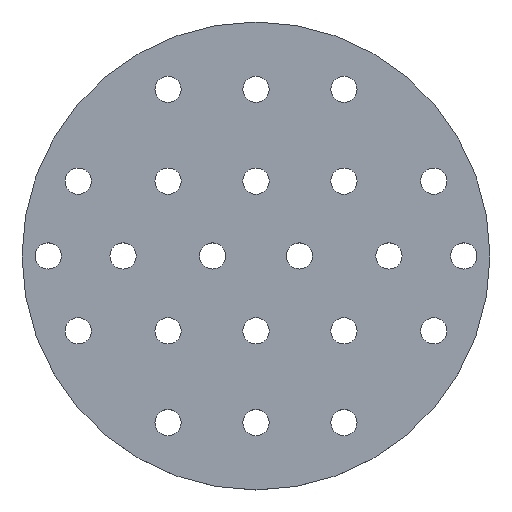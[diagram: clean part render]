
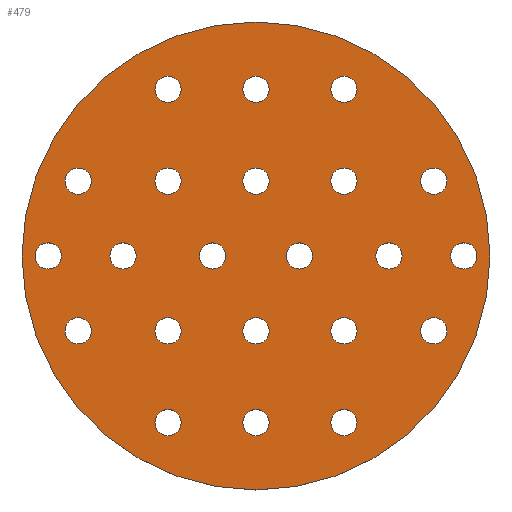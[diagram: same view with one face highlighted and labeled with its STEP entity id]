
A CAD part, top view. The second image highlights one B-rep face of the part: STEP entity #479.
In plain terms, the highlighted planar face has unit normal (0, 0, 1).
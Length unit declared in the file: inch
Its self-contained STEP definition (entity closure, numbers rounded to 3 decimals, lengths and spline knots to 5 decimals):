
#17=PLANE('',#558);
#42=FACE_BOUND('',#158,.T.);
#43=FACE_BOUND('',#159,.T.);
#44=FACE_BOUND('',#160,.T.);
#45=FACE_BOUND('',#161,.T.);
#46=FACE_BOUND('',#162,.T.);
#47=FACE_BOUND('',#163,.T.);
#48=FACE_BOUND('',#164,.T.);
#49=FACE_BOUND('',#165,.T.);
#50=FACE_BOUND('',#166,.T.);
#51=FACE_BOUND('',#167,.T.);
#52=FACE_BOUND('',#168,.T.);
#53=FACE_BOUND('',#169,.T.);
#54=FACE_BOUND('',#170,.T.);
#55=FACE_BOUND('',#171,.T.);
#56=FACE_BOUND('',#172,.T.);
#57=FACE_BOUND('',#173,.T.);
#58=FACE_BOUND('',#174,.T.);
#59=FACE_BOUND('',#175,.T.);
#60=FACE_BOUND('',#176,.T.);
#61=FACE_BOUND('',#177,.T.);
#62=FACE_BOUND('',#178,.T.);
#63=FACE_BOUND('',#179,.T.);
#109=FACE_OUTER_BOUND('',#157,.T.);
#157=EDGE_LOOP('',(#387));
#158=EDGE_LOOP('',(#388));
#159=EDGE_LOOP('',(#389));
#160=EDGE_LOOP('',(#390));
#161=EDGE_LOOP('',(#391));
#162=EDGE_LOOP('',(#392));
#163=EDGE_LOOP('',(#393));
#164=EDGE_LOOP('',(#394));
#165=EDGE_LOOP('',(#395));
#166=EDGE_LOOP('',(#396));
#167=EDGE_LOOP('',(#397));
#168=EDGE_LOOP('',(#398));
#169=EDGE_LOOP('',(#399));
#170=EDGE_LOOP('',(#400));
#171=EDGE_LOOP('',(#401));
#172=EDGE_LOOP('',(#402));
#173=EDGE_LOOP('',(#403));
#174=EDGE_LOOP('',(#404));
#175=EDGE_LOOP('',(#405));
#176=EDGE_LOOP('',(#406));
#177=EDGE_LOOP('',(#407));
#178=EDGE_LOOP('',(#408));
#179=EDGE_LOOP('',(#409));
#204=CIRCLE('',#491,0.035);
#206=CIRCLE('',#494,0.035);
#208=CIRCLE('',#497,0.035);
#210=CIRCLE('',#500,0.035);
#212=CIRCLE('',#503,0.035);
#214=CIRCLE('',#506,0.035);
#216=CIRCLE('',#509,0.035);
#218=CIRCLE('',#512,0.035);
#220=CIRCLE('',#515,0.035);
#222=CIRCLE('',#518,0.035);
#224=CIRCLE('',#521,0.035);
#226=CIRCLE('',#524,0.035);
#228=CIRCLE('',#527,0.035);
#230=CIRCLE('',#530,0.035);
#232=CIRCLE('',#533,0.035);
#234=CIRCLE('',#536,0.035);
#236=CIRCLE('',#539,0.035);
#238=CIRCLE('',#542,0.035);
#240=CIRCLE('',#545,0.035);
#242=CIRCLE('',#548,0.035);
#244=CIRCLE('',#551,0.035);
#246=CIRCLE('',#554,0.035);
#247=CIRCLE('',#556,0.625);
#250=VERTEX_POINT('',#708);
#252=VERTEX_POINT('',#713);
#254=VERTEX_POINT('',#718);
#256=VERTEX_POINT('',#723);
#258=VERTEX_POINT('',#728);
#260=VERTEX_POINT('',#733);
#262=VERTEX_POINT('',#738);
#264=VERTEX_POINT('',#743);
#266=VERTEX_POINT('',#748);
#268=VERTEX_POINT('',#753);
#270=VERTEX_POINT('',#758);
#272=VERTEX_POINT('',#763);
#274=VERTEX_POINT('',#768);
#276=VERTEX_POINT('',#773);
#278=VERTEX_POINT('',#778);
#280=VERTEX_POINT('',#783);
#282=VERTEX_POINT('',#788);
#284=VERTEX_POINT('',#793);
#286=VERTEX_POINT('',#798);
#288=VERTEX_POINT('',#803);
#290=VERTEX_POINT('',#808);
#292=VERTEX_POINT('',#813);
#293=VERTEX_POINT('',#816);
#296=EDGE_CURVE('',#250,#250,#204,.T.);
#298=EDGE_CURVE('',#252,#252,#206,.T.);
#300=EDGE_CURVE('',#254,#254,#208,.T.);
#302=EDGE_CURVE('',#256,#256,#210,.T.);
#304=EDGE_CURVE('',#258,#258,#212,.T.);
#306=EDGE_CURVE('',#260,#260,#214,.T.);
#308=EDGE_CURVE('',#262,#262,#216,.T.);
#310=EDGE_CURVE('',#264,#264,#218,.T.);
#312=EDGE_CURVE('',#266,#266,#220,.T.);
#314=EDGE_CURVE('',#268,#268,#222,.T.);
#316=EDGE_CURVE('',#270,#270,#224,.T.);
#318=EDGE_CURVE('',#272,#272,#226,.T.);
#320=EDGE_CURVE('',#274,#274,#228,.T.);
#322=EDGE_CURVE('',#276,#276,#230,.T.);
#324=EDGE_CURVE('',#278,#278,#232,.T.);
#326=EDGE_CURVE('',#280,#280,#234,.T.);
#328=EDGE_CURVE('',#282,#282,#236,.T.);
#330=EDGE_CURVE('',#284,#284,#238,.T.);
#332=EDGE_CURVE('',#286,#286,#240,.T.);
#334=EDGE_CURVE('',#288,#288,#242,.T.);
#336=EDGE_CURVE('',#290,#290,#244,.T.);
#338=EDGE_CURVE('',#292,#292,#246,.T.);
#339=EDGE_CURVE('',#293,#293,#247,.T.);
#387=ORIENTED_EDGE('',*,*,#339,.T.);
#388=ORIENTED_EDGE('',*,*,#296,.F.);
#389=ORIENTED_EDGE('',*,*,#298,.F.);
#390=ORIENTED_EDGE('',*,*,#300,.F.);
#391=ORIENTED_EDGE('',*,*,#302,.F.);
#392=ORIENTED_EDGE('',*,*,#304,.F.);
#393=ORIENTED_EDGE('',*,*,#306,.F.);
#394=ORIENTED_EDGE('',*,*,#308,.F.);
#395=ORIENTED_EDGE('',*,*,#310,.F.);
#396=ORIENTED_EDGE('',*,*,#312,.F.);
#397=ORIENTED_EDGE('',*,*,#314,.F.);
#398=ORIENTED_EDGE('',*,*,#316,.F.);
#399=ORIENTED_EDGE('',*,*,#318,.F.);
#400=ORIENTED_EDGE('',*,*,#320,.F.);
#401=ORIENTED_EDGE('',*,*,#322,.F.);
#402=ORIENTED_EDGE('',*,*,#324,.F.);
#403=ORIENTED_EDGE('',*,*,#326,.F.);
#404=ORIENTED_EDGE('',*,*,#328,.F.);
#405=ORIENTED_EDGE('',*,*,#330,.F.);
#406=ORIENTED_EDGE('',*,*,#332,.F.);
#407=ORIENTED_EDGE('',*,*,#334,.F.);
#408=ORIENTED_EDGE('',*,*,#336,.F.);
#409=ORIENTED_EDGE('',*,*,#338,.F.);
#479=ADVANCED_FACE('',(#109,#42,#43,#44,#45,#46,#47,#48,#49,#50,#51,#52,
#53,#54,#55,#56,#57,#58,#59,#60,#61,#62,#63),#17,.T.);
#491=AXIS2_PLACEMENT_3D('',#709,#566,#567);
#494=AXIS2_PLACEMENT_3D('',#714,#572,#573);
#497=AXIS2_PLACEMENT_3D('',#719,#578,#579);
#500=AXIS2_PLACEMENT_3D('',#724,#584,#585);
#503=AXIS2_PLACEMENT_3D('',#729,#590,#591);
#506=AXIS2_PLACEMENT_3D('',#734,#596,#597);
#509=AXIS2_PLACEMENT_3D('',#739,#602,#603);
#512=AXIS2_PLACEMENT_3D('',#744,#608,#609);
#515=AXIS2_PLACEMENT_3D('',#749,#614,#615);
#518=AXIS2_PLACEMENT_3D('',#754,#620,#621);
#521=AXIS2_PLACEMENT_3D('',#759,#626,#627);
#524=AXIS2_PLACEMENT_3D('',#764,#632,#633);
#527=AXIS2_PLACEMENT_3D('',#769,#638,#639);
#530=AXIS2_PLACEMENT_3D('',#774,#644,#645);
#533=AXIS2_PLACEMENT_3D('',#779,#650,#651);
#536=AXIS2_PLACEMENT_3D('',#784,#656,#657);
#539=AXIS2_PLACEMENT_3D('',#789,#662,#663);
#542=AXIS2_PLACEMENT_3D('',#794,#668,#669);
#545=AXIS2_PLACEMENT_3D('',#799,#674,#675);
#548=AXIS2_PLACEMENT_3D('',#804,#680,#681);
#551=AXIS2_PLACEMENT_3D('',#809,#686,#687);
#554=AXIS2_PLACEMENT_3D('',#814,#692,#693);
#556=AXIS2_PLACEMENT_3D('',#817,#696,#697);
#558=AXIS2_PLACEMENT_3D('',#820,#700,#701);
#566=DIRECTION('center_axis',(0.,0.,1.));
#567=DIRECTION('ref_axis',(1.,0.,0.));
#572=DIRECTION('center_axis',(0.,0.,1.));
#573=DIRECTION('ref_axis',(1.,0.,0.));
#578=DIRECTION('center_axis',(0.,0.,1.));
#579=DIRECTION('ref_axis',(1.,0.,0.));
#584=DIRECTION('center_axis',(0.,0.,1.));
#585=DIRECTION('ref_axis',(1.,0.,0.));
#590=DIRECTION('center_axis',(0.,0.,1.));
#591=DIRECTION('ref_axis',(1.,0.,0.));
#596=DIRECTION('center_axis',(0.,0.,1.));
#597=DIRECTION('ref_axis',(1.,0.,0.));
#602=DIRECTION('center_axis',(0.,0.,1.));
#603=DIRECTION('ref_axis',(1.,0.,0.));
#608=DIRECTION('center_axis',(0.,0.,1.));
#609=DIRECTION('ref_axis',(1.,0.,0.));
#614=DIRECTION('center_axis',(0.,0.,1.));
#615=DIRECTION('ref_axis',(1.,0.,0.));
#620=DIRECTION('center_axis',(0.,0.,1.));
#621=DIRECTION('ref_axis',(1.,0.,0.));
#626=DIRECTION('center_axis',(0.,0.,1.));
#627=DIRECTION('ref_axis',(1.,0.,0.));
#632=DIRECTION('center_axis',(0.,0.,1.));
#633=DIRECTION('ref_axis',(1.,0.,0.));
#638=DIRECTION('center_axis',(0.,0.,1.));
#639=DIRECTION('ref_axis',(1.,0.,0.));
#644=DIRECTION('center_axis',(0.,0.,1.));
#645=DIRECTION('ref_axis',(1.,0.,0.));
#650=DIRECTION('center_axis',(0.,0.,1.));
#651=DIRECTION('ref_axis',(1.,0.,0.));
#656=DIRECTION('center_axis',(0.,0.,1.));
#657=DIRECTION('ref_axis',(1.,0.,0.));
#662=DIRECTION('center_axis',(0.,0.,1.));
#663=DIRECTION('ref_axis',(1.,0.,0.));
#668=DIRECTION('center_axis',(0.,0.,1.));
#669=DIRECTION('ref_axis',(1.,0.,0.));
#674=DIRECTION('center_axis',(0.,0.,1.));
#675=DIRECTION('ref_axis',(1.,0.,0.));
#680=DIRECTION('center_axis',(0.,0.,1.));
#681=DIRECTION('ref_axis',(1.,0.,0.));
#686=DIRECTION('center_axis',(0.,0.,1.));
#687=DIRECTION('ref_axis',(1.,0.,0.));
#692=DIRECTION('center_axis',(0.,0.,1.));
#693=DIRECTION('ref_axis',(1.,0.,0.));
#696=DIRECTION('center_axis',(0.,0.,1.));
#697=DIRECTION('ref_axis',(1.,0.,0.));
#700=DIRECTION('center_axis',(0.,0.,1.));
#701=DIRECTION('ref_axis',(1.,0.,0.));
#708=CARTESIAN_POINT('',(0.59,0.,0.04));
#709=CARTESIAN_POINT('Origin',(0.555,0.,0.04));
#713=CARTESIAN_POINT('',(0.51,-0.2,0.04));
#714=CARTESIAN_POINT('Origin',(0.475,-0.2,0.04));
#718=CARTESIAN_POINT('',(0.51,0.2,0.04));
#719=CARTESIAN_POINT('Origin',(0.475,0.2,0.04));
#723=CARTESIAN_POINT('',(0.39,0.,0.04));
#724=CARTESIAN_POINT('Origin',(0.355,0.,0.04));
#728=CARTESIAN_POINT('',(0.27,-0.2,0.04));
#729=CARTESIAN_POINT('Origin',(0.235,-0.2,0.04));
#733=CARTESIAN_POINT('',(0.27,0.445,0.04));
#734=CARTESIAN_POINT('Origin',(0.235,0.445,0.04));
#738=CARTESIAN_POINT('',(0.27,0.2,0.04));
#739=CARTESIAN_POINT('Origin',(0.235,0.2,0.04));
#743=CARTESIAN_POINT('',(-0.081,0.,0.04));
#744=CARTESIAN_POINT('Origin',(-0.116,0.,0.04));
#748=CARTESIAN_POINT('',(0.151,0.,0.04));
#749=CARTESIAN_POINT('Origin',(0.116,0.,0.04));
#753=CARTESIAN_POINT('',(0.27,-0.445,0.04));
#754=CARTESIAN_POINT('Origin',(0.235,-0.445,0.04));
#758=CARTESIAN_POINT('',(0.035,-0.445,0.04));
#759=CARTESIAN_POINT('Origin',(0.,-0.445,0.04));
#763=CARTESIAN_POINT('',(0.035,-0.2,0.04));
#764=CARTESIAN_POINT('Origin',(0.,-0.2,0.04));
#768=CARTESIAN_POINT('',(-0.52,0.,0.04));
#769=CARTESIAN_POINT('Origin',(-0.555,0.,0.04));
#773=CARTESIAN_POINT('',(0.035,0.2,0.04));
#774=CARTESIAN_POINT('Origin',(0.,0.2,0.04));
#778=CARTESIAN_POINT('',(0.035,0.445,0.04));
#779=CARTESIAN_POINT('Origin',(0.,0.445,0.04));
#783=CARTESIAN_POINT('',(-0.2,0.2,0.04));
#784=CARTESIAN_POINT('Origin',(-0.235,0.2,0.04));
#788=CARTESIAN_POINT('',(-0.2,-0.2,0.04));
#789=CARTESIAN_POINT('Origin',(-0.235,-0.2,0.04));
#793=CARTESIAN_POINT('',(-0.2,-0.445,0.04));
#794=CARTESIAN_POINT('Origin',(-0.235,-0.445,0.04));
#798=CARTESIAN_POINT('',(-0.32,0.,0.04));
#799=CARTESIAN_POINT('Origin',(-0.355,0.,0.04));
#803=CARTESIAN_POINT('',(-0.44,-0.2,0.04));
#804=CARTESIAN_POINT('Origin',(-0.475,-0.2,0.04));
#808=CARTESIAN_POINT('',(-0.44,0.2,0.04));
#809=CARTESIAN_POINT('Origin',(-0.475,0.2,0.04));
#813=CARTESIAN_POINT('',(-0.2,0.445,0.04));
#814=CARTESIAN_POINT('Origin',(-0.235,0.445,0.04));
#816=CARTESIAN_POINT('',(-0.625,0.,0.04));
#817=CARTESIAN_POINT('Origin',(0.,0.,0.04));
#820=CARTESIAN_POINT('Origin',(0.,0.,0.04));
